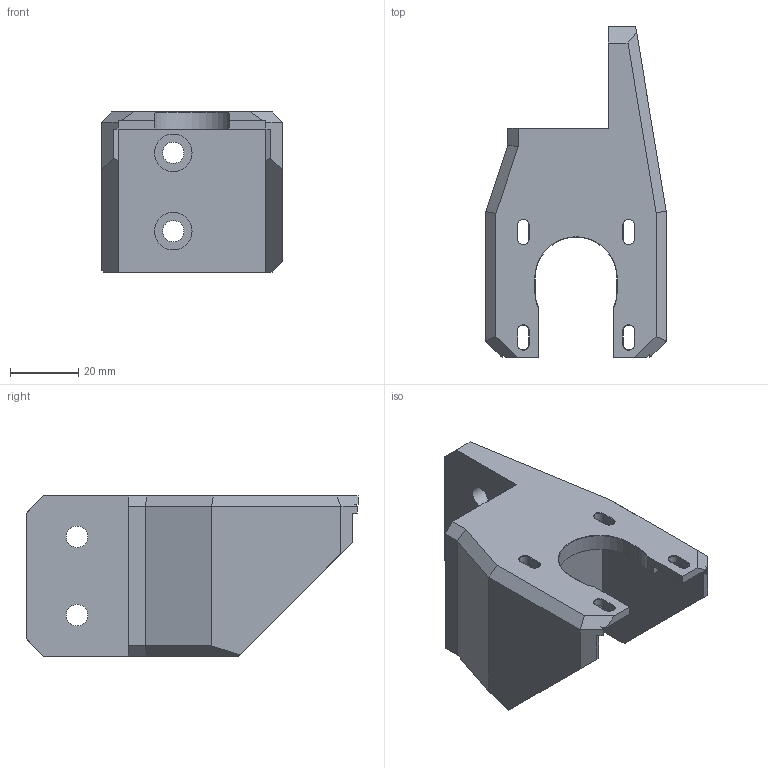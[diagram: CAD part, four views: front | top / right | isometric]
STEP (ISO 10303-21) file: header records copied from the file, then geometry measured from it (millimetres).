
FILE_DESCRIPTION(/* description */ ('STEP AP242','CAx-IF Rec.Pracs.---Representation and Presentation of Product Manufacturing Information (PMI)---4.0---2014-10-13','CAx-IF Rec.Pracs.---3D Tessellated Geometry---0.4---2014-09-14','2;1'),/* implementation_level */ '2;1');
FILE_NAME(/* name */ '61c8e42080feac090ea936ae',/* time_stamp */ '2021-12-26T21:52:33+00:00',/* author */ (''),/* organization */ (''),/* preprocessor_version */ 'ST-DEVELOPER v18.101',/* originating_system */ ' ',/* authorisation */ ' ');
FILE_SCHEMA (('AP242_MANAGED_MODEL_BASED_3D_ENGINEERING_MIM_LF { 1 0 10303 442 1 1 4 }'));
Length unit declared in the file: metre
Products named in the file (1): z_motor_cage
Bounding box: 53 x 97.5 x 47 mm (x, y, z)
Volume: 78333.7 mm3; surface area: 21996.9 mm2
Topology: 1 solids, 1 shells, 97 faces, 248 edges, 157 vertices
Faces by surface type: plane 67, cylinder 19, cone 11
Full cylindrical faces by diameter (mm): 6.3 x4, 11 x4
Entity records: 2889 total; most frequent: CARTESIAN_POINT 497, DIRECTION 481, ORIENTED_EDGE 476, EDGE_CURVE 238, LINE 187, VECTOR 187, VERTEX_POINT 155, AXIS2_PLACEMENT_3D 147
